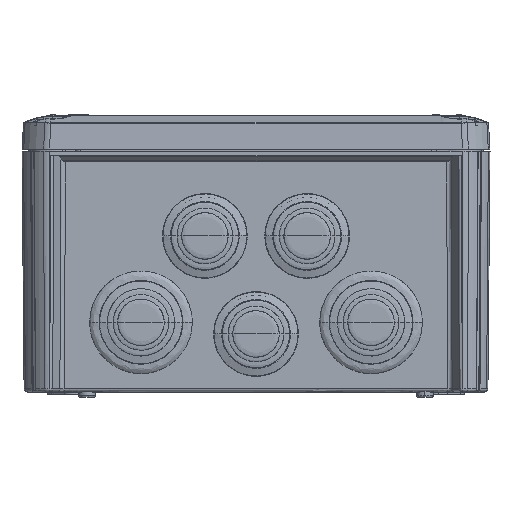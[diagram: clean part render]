
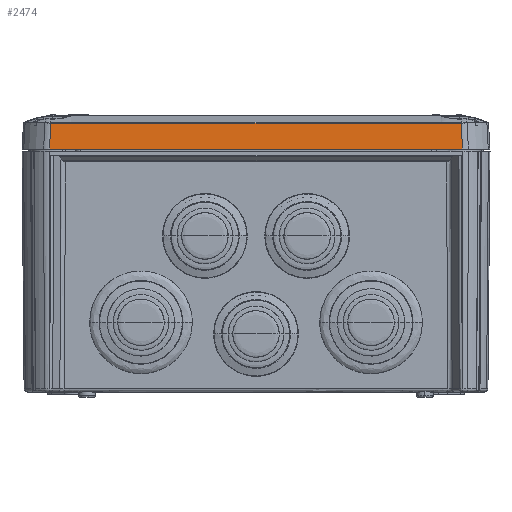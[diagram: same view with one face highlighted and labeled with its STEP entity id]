
A CAD part, left-side view. The second image highlights one B-rep face of the part: STEP entity #2474.
In plain terms, the highlighted planar face has unit normal (-0.999, 0, 0.052).
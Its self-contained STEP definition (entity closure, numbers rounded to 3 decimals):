
#2474=ADVANCED_FACE('',(#5459),#45885,.T.);
#5459=FACE_OUTER_BOUND('',#8438,.T.);
#8438=EDGE_LOOP('',(#20549,#20550,#20551,#20552));
#20549=ORIENTED_EDGE('',*,*,#29777,.T.);
#20550=ORIENTED_EDGE('',*,*,#29778,.F.);
#20551=ORIENTED_EDGE('',*,*,#27729,.F.);
#20552=ORIENTED_EDGE('',*,*,#29779,.F.);
#27729=EDGE_CURVE('',#41393,#41398,#33352,.T.);
#29777=EDGE_CURVE('',#41392,#42750,#35102,.T.);
#29778=EDGE_CURVE('',#41398,#42750,#37871,.T.);
#29779=EDGE_CURVE('',#41392,#41393,#37872,.T.);
#33352=B_SPLINE_CURVE_WITH_KNOTS('',1,(#161998,#161999),.UNSPECIFIED.,.F.,
 .F.,(2,2),(0.,177.733),.UNSPECIFIED.);
#35102=B_SPLINE_CURVE_WITH_KNOTS('',1,(#172172,#172173),.UNSPECIFIED.,.F.,
 .F.,(2,2),(0.,176.57),.UNSPECIFIED.);
#37871=(
BOUNDED_CURVE()
B_SPLINE_CURVE(1,(#172174,#172175),.UNSPECIFIED.,.F.,.F.)
B_SPLINE_CURVE_WITH_KNOTS((2,2),(0.,11.13),.UNSPECIFIED.)
CURVE()
GEOMETRIC_REPRESENTATION_ITEM()
RATIONAL_B_SPLINE_CURVE((1.,1.))
REPRESENTATION_ITEM('')
);
#37872=(
BOUNDED_CURVE()
B_SPLINE_CURVE(1,(#172176,#172177),.UNSPECIFIED.,.F.,.F.)
B_SPLINE_CURVE_WITH_KNOTS((2,2),(-11.13,0.),.UNSPECIFIED.)
CURVE()
GEOMETRIC_REPRESENTATION_ITEM()
RATIONAL_B_SPLINE_CURVE((1.,1.))
REPRESENTATION_ITEM('')
);
#41392=VERTEX_POINT('',#157536);
#41393=VERTEX_POINT('',#157537);
#41398=VERTEX_POINT('',#157542);
#42750=VERTEX_POINT('',#158894);
#45885=PLANE('',#47240);
#47240=AXIS2_PLACEMENT_3D('',#144118,#48425,$);
#48425=DIRECTION('',(-0.999,0.,0.052));
#144118=CARTESIAN_POINT('',(-284.26,106.641,12.211));
#157536=CARTESIAN_POINT('',(-284.318,-88.285,11.1));
#157537=CARTESIAN_POINT('',(-284.9,-88.867,0.));
#157542=CARTESIAN_POINT('',(-284.9,88.867,0.));
#158894=CARTESIAN_POINT('',(-284.318,88.285,11.1));
#161998=CARTESIAN_POINT('',(-284.9,-88.867,0.));
#161999=CARTESIAN_POINT('',(-284.9,88.867,0.));
#172172=CARTESIAN_POINT('',(-284.318,-88.285,11.1));
#172173=CARTESIAN_POINT('',(-284.318,88.285,11.1));
#172174=CARTESIAN_POINT('',(-284.9,88.867,0.));
#172175=CARTESIAN_POINT('',(-284.318,88.285,11.1));
#172176=CARTESIAN_POINT('',(-284.318,-88.285,11.1));
#172177=CARTESIAN_POINT('',(-284.9,-88.867,0.));
